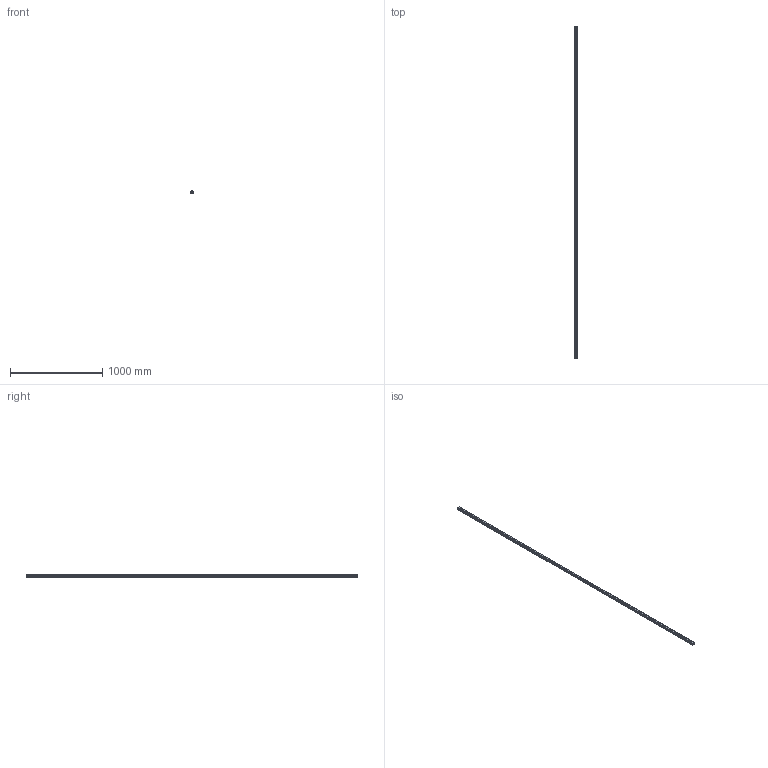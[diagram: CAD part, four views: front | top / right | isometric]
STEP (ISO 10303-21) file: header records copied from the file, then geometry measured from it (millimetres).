
FILE_DESCRIPTION(('STEP AP214'),'1');
FILE_NAME('cctmp_F8258BF7-8C71-4336-A058-0B96D4E45856_2020_6_29_13_38_53_377..stp','2020-06-29T11:38:53',('HIWIN GmbH'),('CADClick - www.CADClick.com'),'Spatial InterOp 3D',' ','unknown authorization');
FILE_SCHEMA(('AUTOMOTIVE_DESIGN'));
Length unit declared in the file: millimetre
Products named in the file (1): HGR30R3590H_FILE
Bounding box: 28 x 3590 x 26 mm (x, y, z)
Volume: 2088421.8 mm3; surface area: 444703.3 mm2
Topology: 1 solids, 1 shells, 520 faces, 1137 edges, 758 vertices
Faces by surface type: cylinder 292, plane 228
Entity records: 18689 total; most frequent: DIRECTION 2763, CARTESIAN_POINT 2416, ORIENTED_EDGE 2274, EDGE_CURVE 1137, AXIS2_PLACEMENT_3D 1105, VERTEX_POINT 758, EDGE_LOOP 659, CIRCLE 584
